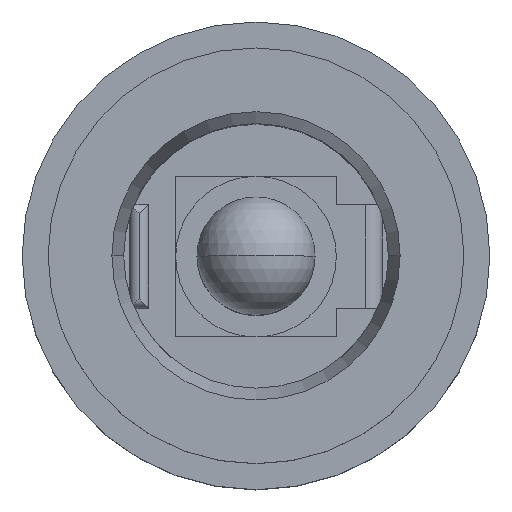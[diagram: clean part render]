
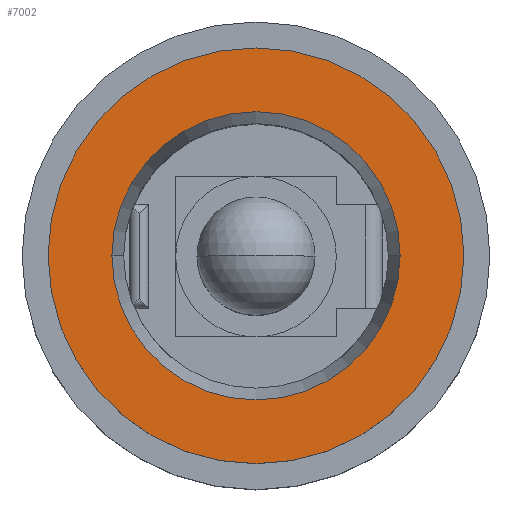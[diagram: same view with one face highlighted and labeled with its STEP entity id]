
A CAD part, top view. The second image highlights one B-rep face of the part: STEP entity #7002.
In plain terms, the highlighted planar face has unit normal (0, 0, 1).
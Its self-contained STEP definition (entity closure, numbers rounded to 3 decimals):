
#1160 = CIRCLE ( 'NONE', #8356, 4.4 ) ;
#2298 = CIRCLE ( 'NONE', #8742, 4.4 ) ;
#3140 = FACE_BOUND ( 'NONE', #11811, .T. ) ;
#3381 = DIRECTION ( 'NONE',  ( 1., 0., 0. ) ) ;
#3592 = DIRECTION ( 'NONE',  ( 0., 0., 1. ) ) ;
#3602 = CARTESIAN_POINT ( 'NONE',  ( 0., 0., 12.1 ) ) ;
#3982 = VERTEX_POINT ( 'NONE', #20891 ) ;
#4942 = DIRECTION ( 'NONE',  ( 1., 0., 0. ) ) ;
#5299 = DIRECTION ( 'NONE',  ( 0., 0., -1. ) ) ;
#5507 = AXIS2_PLACEMENT_3D ( 'NONE', #3602, #13491, #3381 ) ;
#6094 = VERTEX_POINT ( 'NONE', #6718 ) ;
#6515 = EDGE_CURVE ( 'NONE', #3982, #15672, #17956, .T. ) ;
#6718 = CARTESIAN_POINT ( 'NONE',  ( -4.4, 0., 12.1 ) ) ;
#6909 = CARTESIAN_POINT ( 'NONE',  ( 0., 0., 12.1 ) ) ;
#7002 = ADVANCED_FACE ( 'NONE', ( #3140, #21764 ), #8307, .T. ) ;
#7137 = EDGE_LOOP ( 'NONE', ( #14880, #10681 ) ) ;
#7877 = CARTESIAN_POINT ( 'NONE',  ( 3.05, 0., 12.1 ) ) ;
#8307 = PLANE ( 'NONE',  #16909 ) ;
#8356 = AXIS2_PLACEMENT_3D ( 'NONE', #15390, #3592, #4942 ) ;
#8742 = AXIS2_PLACEMENT_3D ( 'NONE', #6909, #13766, #14210 ) ;
#9938 = EDGE_CURVE ( 'NONE', #6094, #17479, #1160, .T. ) ;
#10111 = CARTESIAN_POINT ( 'NONE',  ( 0., 0., 12.1 ) ) ;
#10245 = CARTESIAN_POINT ( 'NONE',  ( 0., 0., 12.1 ) ) ;
#10681 = ORIENTED_EDGE ( 'NONE', *, *, #14633, .T. ) ;
#11811 = EDGE_LOOP ( 'NONE', ( #14923, #14308 ) ) ;
#12296 = EDGE_CURVE ( 'NONE', #15672, #3982, #12321, .T. ) ;
#12321 = CIRCLE ( 'NONE', #5507, 3.05 ) ;
#13491 = DIRECTION ( 'NONE',  ( 0., 0., -1. ) ) ;
#13766 = DIRECTION ( 'NONE',  ( 0., 0., 1. ) ) ;
#14210 = DIRECTION ( 'NONE',  ( 1., 0., 0. ) ) ;
#14308 = ORIENTED_EDGE ( 'NONE', *, *, #6515, .T. ) ;
#14633 = EDGE_CURVE ( 'NONE', #17479, #6094, #2298, .T. ) ;
#14880 = ORIENTED_EDGE ( 'NONE', *, *, #9938, .T. ) ;
#14923 = ORIENTED_EDGE ( 'NONE', *, *, #12296, .T. ) ;
#14943 = DIRECTION ( 'NONE',  ( 0., 0., 1. ) ) ;
#15390 = CARTESIAN_POINT ( 'NONE',  ( 0., 0., 12.1 ) ) ;
#15672 = VERTEX_POINT ( 'NONE', #7877 ) ;
#16909 = AXIS2_PLACEMENT_3D ( 'NONE', #10111, #14943, #20293 ) ;
#17479 = VERTEX_POINT ( 'NONE', #20128 ) ;
#17956 = CIRCLE ( 'NONE', #21176, 3.05 ) ;
#20128 = CARTESIAN_POINT ( 'NONE',  ( 4.4, 0., 12.1 ) ) ;
#20293 = DIRECTION ( 'NONE',  ( 1., 0., 0. ) ) ;
#20543 = DIRECTION ( 'NONE',  ( 1., 0., 0. ) ) ;
#20891 = CARTESIAN_POINT ( 'NONE',  ( -3.05, 0., 12.1 ) ) ;
#21176 = AXIS2_PLACEMENT_3D ( 'NONE', #10245, #5299, #20543 ) ;
#21764 = FACE_OUTER_BOUND ( 'NONE', #7137, .T. ) ;
